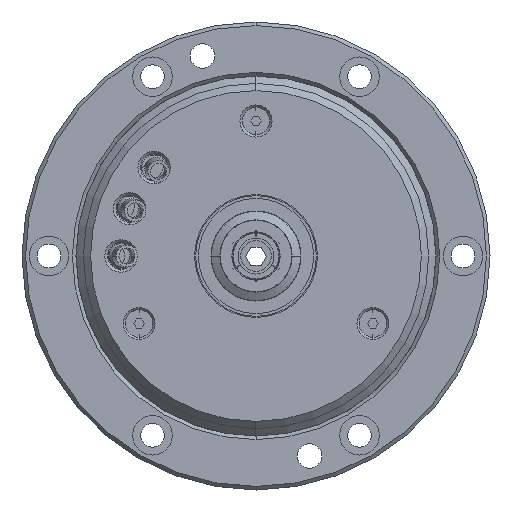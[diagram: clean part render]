
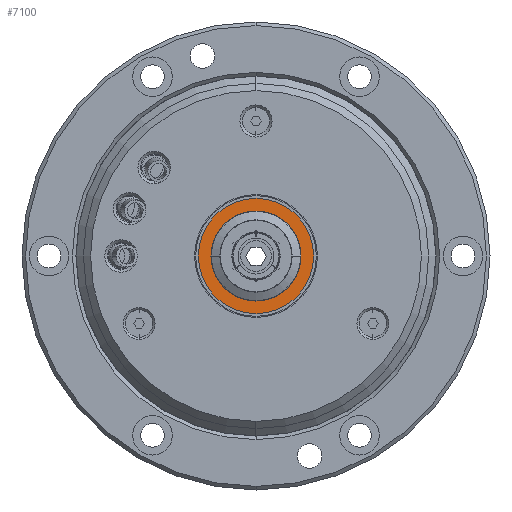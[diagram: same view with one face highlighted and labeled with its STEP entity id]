
A CAD part, left-side view. The second image highlights one B-rep face of the part: STEP entity #7100.
In plain terms, the highlighted planar face has unit normal (-1, 0, 0).
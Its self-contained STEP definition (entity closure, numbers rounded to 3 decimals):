
#6938 = EDGE_CURVE ( 'NONE', #7080, #6939, #23440, .T. ) ;
#6939 = VERTEX_POINT ( 'NONE', #23531 ) ;
#6941 = VERTEX_POINT ( 'NONE', #23438 ) ;
#6948 = ORIENTED_EDGE ( 'NONE', *, *, #7078, .F. ) ;
#6949 = EDGE_LOOP ( 'NONE', ( #7102, #7076, #7103, #6948, #7101, #7106, #7075, #7109, #7104, #7112, #7108, #7111, #7107 ) ) ;
#6950 = EDGE_CURVE ( 'NONE', #7016, #6939, #23477, .T. ) ;
#6953 = VERTEX_POINT ( 'NONE', #23281 ) ;
#6957 = EDGE_CURVE ( 'NONE', #6953, #7025, #23282, .T. ) ;
#6961 = VERTEX_POINT ( 'NONE', #23270 ) ;
#6963 = EDGE_CURVE ( 'NONE', #6987, #6961, #23264, .T. ) ;
#6987 = VERTEX_POINT ( 'NONE', #23751 ) ;
#7010 = VERTEX_POINT ( 'NONE', #23779 ) ;
#7016 = VERTEX_POINT ( 'NONE', #23763 ) ;
#7024 = EDGE_CURVE ( 'NONE', #7025, #6953, #23760, .T. ) ;
#7025 = VERTEX_POINT ( 'NONE', #23721 ) ;
#7026 = VERTEX_POINT ( 'NONE', #23720 ) ;
#7032 = EDGE_CURVE ( 'NONE', #6941, #7105, #23713, .T. ) ;
#7033 = ORIENTED_EDGE ( 'NONE', *, *, #7024, .T. ) ;
#7034 = EDGE_CURVE ( 'NONE', #6941, #7026, #23699, .T. ) ;
#7036 = EDGE_LOOP ( 'NONE', ( #7033, #7038 ) ) ;
#7038 = ORIENTED_EDGE ( 'NONE', *, *, #6957, .T. ) ;
#7049 = VERTEX_POINT ( 'NONE', #23654 ) ;
#7053 = VERTEX_POINT ( 'NONE', #23647 ) ;
#7060 = EDGE_CURVE ( 'NONE', #6987, #7094, #23592, .T. ) ;
#7062 = EDGE_CURVE ( 'NONE', #7063, #7053, #23570, .T. ) ;
#7063 = VERTEX_POINT ( 'NONE', #23594 ) ;
#7070 = EDGE_CURVE ( 'NONE', #7016, #7026, #23562, .T. ) ;
#7075 = ORIENTED_EDGE ( 'NONE', *, *, #7099, .F. ) ;
#7076 = ORIENTED_EDGE ( 'NONE', *, *, #6938, .F. ) ;
#7078 = EDGE_CURVE ( 'NONE', #6961, #7049, #23563, .T. ) ;
#7080 = VERTEX_POINT ( 'NONE', #23677 ) ;
#7083 = EDGE_CURVE ( 'NONE', #7080, #7049, #23668, .T. ) ;
#7086 = EDGE_CURVE ( 'NONE', #7010, #7053, #23250, .T. ) ;
#7094 = VERTEX_POINT ( 'NONE', #24002 ) ;
#7099 = EDGE_CURVE ( 'NONE', #7063, #7094, #23982, .T. ) ;
#7100 = ADVANCED_FACE ( 'NONE', ( #24006, #23984 ), #23976, .F. ) ;
#7101 = ORIENTED_EDGE ( 'NONE', *, *, #6963, .F. ) ;
#7102 = ORIENTED_EDGE ( 'NONE', *, *, #6950, .T. ) ;
#7103 = ORIENTED_EDGE ( 'NONE', *, *, #7083, .T. ) ;
#7104 = ORIENTED_EDGE ( 'NONE', *, *, #7086, .F. ) ;
#7105 = VERTEX_POINT ( 'NONE', #24034 ) ;
#7106 = ORIENTED_EDGE ( 'NONE', *, *, #7060, .T. ) ;
#7107 = ORIENTED_EDGE ( 'NONE', *, *, #7070, .F. ) ;
#7108 = ORIENTED_EDGE ( 'NONE', *, *, #7032, .F. ) ;
#7109 = ORIENTED_EDGE ( 'NONE', *, *, #7062, .T. ) ;
#7110 = EDGE_CURVE ( 'NONE', #7010, #7105, #23909, .T. ) ;
#7111 = ORIENTED_EDGE ( 'NONE', *, *, #7034, .T. ) ;
#7112 = ORIENTED_EDGE ( 'NONE', *, *, #7110, .T. ) ;
#23230 = DIRECTION ( 'NONE',  ( 0., 1., 0. ) ) ;
#23231 = DIRECTION ( 'NONE',  ( -1., 0., 0. ) ) ;
#23232 = CARTESIAN_POINT ( 'NONE',  ( -262., 0., 0. ) ) ;
#23233 = AXIS2_PLACEMENT_3D ( 'NONE', #23232, #23231, #23230 ) ;
#23250 = CIRCLE ( 'NONE', #23233, 11.75 ) ;
#23260 = AXIS2_PLACEMENT_3D ( 'NONE', #23555, #23549, #23547 ) ;
#23264 = CIRCLE ( 'NONE', #23260, 11.75 ) ;
#23265 = DIRECTION ( 'NONE',  ( 0., -1., 0. ) ) ;
#23266 = DIRECTION ( 'NONE',  ( -1., 0., 0. ) ) ;
#23268 = CARTESIAN_POINT ( 'NONE',  ( -262., 0., 0. ) ) ;
#23270 = CARTESIAN_POINT ( 'NONE',  ( -262., -11.75, 0. ) ) ;
#23278 = AXIS2_PLACEMENT_3D ( 'NONE', #23268, #23266, #23265 ) ;
#23281 = CARTESIAN_POINT ( 'NONE',  ( -262., 16., 0. ) ) ;
#23282 = CIRCLE ( 'NONE', #23278, 16. ) ;
#23283 = DIRECTION ( 'NONE',  ( 0., -1., 0. ) ) ;
#23438 = CARTESIAN_POINT ( 'NONE',  ( -262., 11.73, 0.683 ) ) ;
#23440 = CIRCLE ( 'NONE', #23480, 11.75 ) ;
#23475 = CARTESIAN_POINT ( 'NONE',  ( -262., 5.274, 10.5 ) ) ;
#23477 = LINE ( 'NONE', #23475, #23521 ) ;
#23480 = AXIS2_PLACEMENT_3D ( 'NONE', #23526, #23525, #23524 ) ;
#23521 = VECTOR ( 'NONE', #23283, 1000. ) ;
#23524 = DIRECTION ( 'NONE',  ( 0., 1., 0. ) ) ;
#23525 = DIRECTION ( 'NONE',  ( -1., 0., 0. ) ) ;
#23526 = CARTESIAN_POINT ( 'NONE',  ( -262., 0., 0. ) ) ;
#23531 = CARTESIAN_POINT ( 'NONE',  ( -262., -5.274, 10.5 ) ) ;
#23547 = DIRECTION ( 'NONE',  ( 0., 1., 0. ) ) ;
#23549 = DIRECTION ( 'NONE',  ( -1., 0., 0. ) ) ;
#23555 = CARTESIAN_POINT ( 'NONE',  ( -262., 0., 0. ) ) ;
#23562 = CIRCLE ( 'NONE', #23690, 11.75 ) ;
#23563 = CIRCLE ( 'NONE', #23675, 11.75 ) ;
#23564 = CARTESIAN_POINT ( 'NONE',  ( -262., 0., 0. ) ) ;
#23566 = DIRECTION ( 'NONE',  ( 0., 1., 0. ) ) ;
#23567 = VECTOR ( 'NONE', #23566, 1000. ) ;
#23568 = CARTESIAN_POINT ( 'NONE',  ( -262., 5.274, -10.5 ) ) ;
#23570 = LINE ( 'NONE', #23568, #23567 ) ;
#23571 = DIRECTION ( 'NONE',  ( 0., 0.5, -0.866 ) ) ;
#23572 = VECTOR ( 'NONE', #23571, 1000. ) ;
#23573 = CARTESIAN_POINT ( 'NONE',  ( -262., -11.73, -0.683 ) ) ;
#23592 = LINE ( 'NONE', #23573, #23572 ) ;
#23594 = CARTESIAN_POINT ( 'NONE',  ( -262., -5.274, -10.5 ) ) ;
#23647 = CARTESIAN_POINT ( 'NONE',  ( -262., 5.274, -10.5 ) ) ;
#23654 = CARTESIAN_POINT ( 'NONE',  ( -262., -11.73, 0.683 ) ) ;
#23658 = DIRECTION ( 'NONE',  ( 0., -0.5, 0.866 ) ) ;
#23659 = VECTOR ( 'NONE', #23658, 1000. ) ;
#23663 = DIRECTION ( 'NONE',  ( 0., -0.5, -0.866 ) ) ;
#23664 = VECTOR ( 'NONE', #23663, 1000. ) ;
#23667 = CARTESIAN_POINT ( 'NONE',  ( -262., -6.456, 9.817 ) ) ;
#23668 = LINE ( 'NONE', #23667, #23664 ) ;
#23672 = DIRECTION ( 'NONE',  ( 0., 1., 0. ) ) ;
#23673 = DIRECTION ( 'NONE',  ( -1., 0., 0. ) ) ;
#23674 = CARTESIAN_POINT ( 'NONE',  ( -262., 0., 0. ) ) ;
#23675 = AXIS2_PLACEMENT_3D ( 'NONE', #23674, #23673, #23672 ) ;
#23677 = CARTESIAN_POINT ( 'NONE',  ( -262., -6.456, 9.817 ) ) ;
#23688 = DIRECTION ( 'NONE',  ( 0., 1., 0. ) ) ;
#23689 = DIRECTION ( 'NONE',  ( -1., 0., 0. ) ) ;
#23690 = AXIS2_PLACEMENT_3D ( 'NONE', #23564, #23689, #23688 ) ;
#23695 = DIRECTION ( 'NONE',  ( 0., 1., 0. ) ) ;
#23696 = DIRECTION ( 'NONE',  ( -1., 0., 0. ) ) ;
#23698 = CARTESIAN_POINT ( 'NONE',  ( -262., 6.456, 9.817 ) ) ;
#23699 = LINE ( 'NONE', #23698, #23659 ) ;
#23708 = AXIS2_PLACEMENT_3D ( 'NONE', #23719, #23696, #23695 ) ;
#23713 = CIRCLE ( 'NONE', #23708, 11.75 ) ;
#23716 = DIRECTION ( 'NONE',  ( 0., -1., 0. ) ) ;
#23717 = DIRECTION ( 'NONE',  ( -1., 0., 0. ) ) ;
#23718 = CARTESIAN_POINT ( 'NONE',  ( -262., 0., 0. ) ) ;
#23719 = CARTESIAN_POINT ( 'NONE',  ( -262., 0., 0. ) ) ;
#23720 = CARTESIAN_POINT ( 'NONE',  ( -262., 6.456, 9.817 ) ) ;
#23721 = CARTESIAN_POINT ( 'NONE',  ( -262., -16., 0. ) ) ;
#23751 = CARTESIAN_POINT ( 'NONE',  ( -262., -11.73, -0.683 ) ) ;
#23760 = CIRCLE ( 'NONE', #23771, 16. ) ;
#23763 = CARTESIAN_POINT ( 'NONE',  ( -262., 5.274, 10.5 ) ) ;
#23771 = AXIS2_PLACEMENT_3D ( 'NONE', #23718, #23717, #23716 ) ;
#23779 = CARTESIAN_POINT ( 'NONE',  ( -262., 6.456, -9.817 ) ) ;
#23901 = DIRECTION ( 'NONE',  ( 0., 0.5, 0.866 ) ) ;
#23902 = VECTOR ( 'NONE', #23901, 1000. ) ;
#23903 = CARTESIAN_POINT ( 'NONE',  ( -262., 11.73, -0.683 ) ) ;
#23906 = DIRECTION ( 'NONE',  ( 0., 1., 0. ) ) ;
#23907 = DIRECTION ( 'NONE',  ( 1., 0., 0. ) ) ;
#23909 = LINE ( 'NONE', #23903, #23902 ) ;
#23970 = AXIS2_PLACEMENT_3D ( 'NONE', #23975, #23907, #23906 ) ;
#23972 = DIRECTION ( 'NONE',  ( 0., 1., 0. ) ) ;
#23973 = DIRECTION ( 'NONE',  ( -1., 0., 0. ) ) ;
#23974 = AXIS2_PLACEMENT_3D ( 'NONE', #23981, #23973, #23972 ) ;
#23975 = CARTESIAN_POINT ( 'NONE',  ( -262., 16., 0. ) ) ;
#23976 = PLANE ( 'NONE',  #23970 ) ;
#23981 = CARTESIAN_POINT ( 'NONE',  ( -262., 0., 0. ) ) ;
#23982 = CIRCLE ( 'NONE', #23974, 11.75 ) ;
#23984 = FACE_OUTER_BOUND ( 'NONE', #7036, .T. ) ;
#24002 = CARTESIAN_POINT ( 'NONE',  ( -262., -6.456, -9.817 ) ) ;
#24006 = FACE_BOUND ( 'NONE', #6949, .T. ) ;
#24034 = CARTESIAN_POINT ( 'NONE',  ( -262., 11.73, -0.683 ) ) ;
